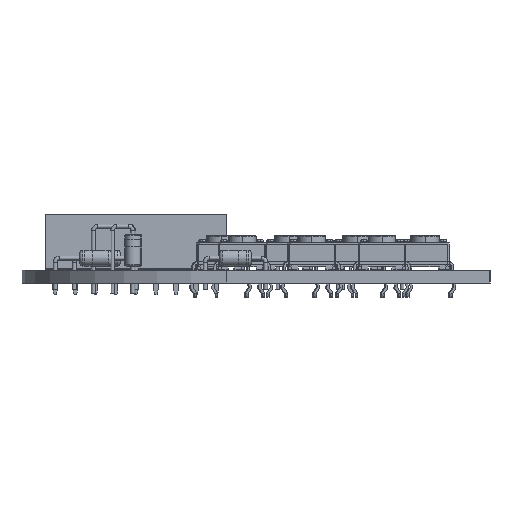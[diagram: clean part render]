
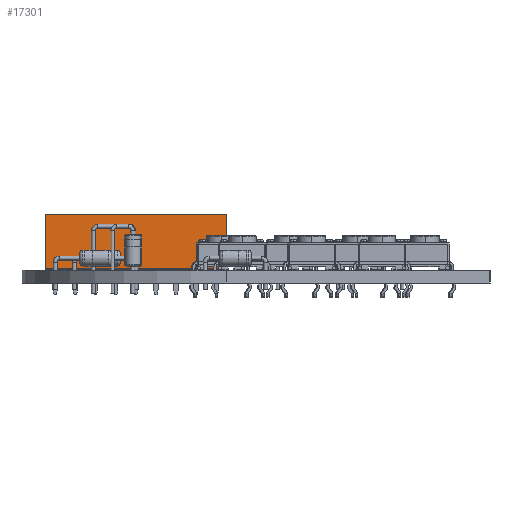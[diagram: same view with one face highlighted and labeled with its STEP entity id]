
A CAD part, left-side view. The second image highlights one B-rep face of the part: STEP entity #17301.
In plain terms, the highlighted planar face has unit normal (-1, 0, 0).
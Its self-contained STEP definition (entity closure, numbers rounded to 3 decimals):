
#13815 = PLANE('',#13816);
#13816 = AXIS2_PLACEMENT_3D('',#13817,#13818,#13819);
#13817 = CARTESIAN_POINT('',(-1.27,-21.59,0.));
#13818 = DIRECTION('',(0.,1.,0.));
#13819 = DIRECTION('',(1.,0.,0.));
#13843 = PLANE('',#13844);
#13844 = AXIS2_PLACEMENT_3D('',#13845,#13846,#13847);
#13845 = CARTESIAN_POINT('',(1.27,-21.59,7.));
#13846 = DIRECTION('',(-0.,0.,-1.));
#13847 = DIRECTION('',(0.,-1.,-0.));
#13871 = PLANE('',#13872);
#13872 = AXIS2_PLACEMENT_3D('',#13873,#13874,#13875);
#13873 = CARTESIAN_POINT('',(1.27,1.27,0.));
#13874 = DIRECTION('',(0.,-1.,0.));
#13875 = DIRECTION('',(-1.,0.,0.));
#13913 = VERTEX_POINT('',#13914);
#13914 = CARTESIAN_POINT('',(-1.27,-21.59,0.));
#13930 = PLANE('',#13931);
#13931 = AXIS2_PLACEMENT_3D('',#13932,#13933,#13934);
#13932 = CARTESIAN_POINT('',(1.27,-21.59,0.));
#13933 = DIRECTION('',(-0.,0.,-1.));
#13934 = DIRECTION('',(0.,-1.,-0.));
#13942 = EDGE_CURVE('',#13913,#13943,#13945,.T.);
#13943 = VERTEX_POINT('',#13944);
#13944 = CARTESIAN_POINT('',(-1.27,-21.59,7.));
#13945 = SURFACE_CURVE('',#13946,(#13950,#13957),.PCURVE_S1.);
#13946 = LINE('',#13947,#13948);
#13947 = CARTESIAN_POINT('',(-1.27,-21.59,0.));
#13948 = VECTOR('',#13949,1.);
#13949 = DIRECTION('',(0.,0.,1.));
#13950 = PCURVE('',#13815,#13951);
#13951 = DEFINITIONAL_REPRESENTATION('',(#13952),#13956);
#13952 = LINE('',#13953,#13954);
#13953 = CARTESIAN_POINT('',(0.,0.));
#13954 = VECTOR('',#13955,1.);
#13955 = DIRECTION('',(0.,-1.));
#13956 = ( GEOMETRIC_REPRESENTATION_CONTEXT(2) 
PARAMETRIC_REPRESENTATION_CONTEXT() REPRESENTATION_CONTEXT('2D SPACE',''
  ) );
#13957 = PCURVE('',#13958,#13963);
#13958 = PLANE('',#13959);
#13959 = AXIS2_PLACEMENT_3D('',#13960,#13961,#13962);
#13960 = CARTESIAN_POINT('',(-1.27,1.27,0.));
#13961 = DIRECTION('',(1.,0.,0.));
#13962 = DIRECTION('',(0.,-1.,0.));
#13963 = DEFINITIONAL_REPRESENTATION('',(#13964),#13968);
#13964 = LINE('',#13965,#13966);
#13965 = CARTESIAN_POINT('',(22.86,0.));
#13966 = VECTOR('',#13967,1.);
#13967 = DIRECTION('',(0.,-1.));
#13968 = ( GEOMETRIC_REPRESENTATION_CONTEXT(2) 
PARAMETRIC_REPRESENTATION_CONTEXT() REPRESENTATION_CONTEXT('2D SPACE',''
  ) );
#14125 = VERTEX_POINT('',#14126);
#14126 = CARTESIAN_POINT('',(-1.27,1.27,7.));
#14147 = EDGE_CURVE('',#14148,#14125,#14150,.T.);
#14148 = VERTEX_POINT('',#14149);
#14149 = CARTESIAN_POINT('',(-1.27,1.27,0.));
#14150 = SURFACE_CURVE('',#14151,(#14155,#14162),.PCURVE_S1.);
#14151 = LINE('',#14152,#14153);
#14152 = CARTESIAN_POINT('',(-1.27,1.27,0.));
#14153 = VECTOR('',#14154,1.);
#14154 = DIRECTION('',(0.,0.,1.));
#14155 = PCURVE('',#13871,#14156);
#14156 = DEFINITIONAL_REPRESENTATION('',(#14157),#14161);
#14157 = LINE('',#14158,#14159);
#14158 = CARTESIAN_POINT('',(2.54,0.));
#14159 = VECTOR('',#14160,1.);
#14160 = DIRECTION('',(0.,-1.));
#14161 = ( GEOMETRIC_REPRESENTATION_CONTEXT(2) 
PARAMETRIC_REPRESENTATION_CONTEXT() REPRESENTATION_CONTEXT('2D SPACE',''
  ) );
#14162 = PCURVE('',#13958,#14163);
#14163 = DEFINITIONAL_REPRESENTATION('',(#14164),#14168);
#14164 = LINE('',#14165,#14166);
#14165 = CARTESIAN_POINT('',(0.,0.));
#14166 = VECTOR('',#14167,1.);
#14167 = DIRECTION('',(0.,-1.));
#14168 = ( GEOMETRIC_REPRESENTATION_CONTEXT(2) 
PARAMETRIC_REPRESENTATION_CONTEXT() REPRESENTATION_CONTEXT('2D SPACE',''
  ) );
#14292 = EDGE_CURVE('',#14125,#13943,#14293,.T.);
#14293 = SURFACE_CURVE('',#14294,(#14298,#14305),.PCURVE_S1.);
#14294 = LINE('',#14295,#14296);
#14295 = CARTESIAN_POINT('',(-1.27,1.27,7.));
#14296 = VECTOR('',#14297,1.);
#14297 = DIRECTION('',(0.,-1.,0.));
#14298 = PCURVE('',#13843,#14299);
#14299 = DEFINITIONAL_REPRESENTATION('',(#14300),#14304);
#14300 = LINE('',#14301,#14302);
#14301 = CARTESIAN_POINT('',(-22.86,2.54));
#14302 = VECTOR('',#14303,1.);
#14303 = DIRECTION('',(1.,0.));
#14304 = ( GEOMETRIC_REPRESENTATION_CONTEXT(2) 
PARAMETRIC_REPRESENTATION_CONTEXT() REPRESENTATION_CONTEXT('2D SPACE',''
  ) );
#14305 = PCURVE('',#13958,#14306);
#14306 = DEFINITIONAL_REPRESENTATION('',(#14307),#14311);
#14307 = LINE('',#14308,#14309);
#14308 = CARTESIAN_POINT('',(0.,-7.));
#14309 = VECTOR('',#14310,1.);
#14310 = DIRECTION('',(1.,0.));
#14311 = ( GEOMETRIC_REPRESENTATION_CONTEXT(2) 
PARAMETRIC_REPRESENTATION_CONTEXT() REPRESENTATION_CONTEXT('2D SPACE',''
  ) );
#15365 = EDGE_CURVE('',#14148,#13913,#15366,.T.);
#15366 = SURFACE_CURVE('',#15367,(#15371,#15378),.PCURVE_S1.);
#15367 = LINE('',#15368,#15369);
#15368 = CARTESIAN_POINT('',(-1.27,1.27,0.));
#15369 = VECTOR('',#15370,1.);
#15370 = DIRECTION('',(0.,-1.,0.));
#15371 = PCURVE('',#13930,#15372);
#15372 = DEFINITIONAL_REPRESENTATION('',(#15373),#15377);
#15373 = LINE('',#15374,#15375);
#15374 = CARTESIAN_POINT('',(-22.86,2.54));
#15375 = VECTOR('',#15376,1.);
#15376 = DIRECTION('',(1.,0.));
#15377 = ( GEOMETRIC_REPRESENTATION_CONTEXT(2) 
PARAMETRIC_REPRESENTATION_CONTEXT() REPRESENTATION_CONTEXT('2D SPACE',''
  ) );
#15378 = PCURVE('',#13958,#15379);
#15379 = DEFINITIONAL_REPRESENTATION('',(#15380),#15384);
#15380 = LINE('',#15381,#15382);
#15381 = CARTESIAN_POINT('',(0.,0.));
#15382 = VECTOR('',#15383,1.);
#15383 = DIRECTION('',(1.,0.));
#15384 = ( GEOMETRIC_REPRESENTATION_CONTEXT(2) 
PARAMETRIC_REPRESENTATION_CONTEXT() REPRESENTATION_CONTEXT('2D SPACE',''
  ) );
#17301 = ADVANCED_FACE('',(#17302),#13958,.F.);
#17302 = FACE_BOUND('',#17303,.F.);
#17303 = EDGE_LOOP('',(#17304,#17305,#17306,#17307));
#17304 = ORIENTED_EDGE('',*,*,#14147,.T.);
#17305 = ORIENTED_EDGE('',*,*,#14292,.T.);
#17306 = ORIENTED_EDGE('',*,*,#13942,.F.);
#17307 = ORIENTED_EDGE('',*,*,#15365,.F.);
